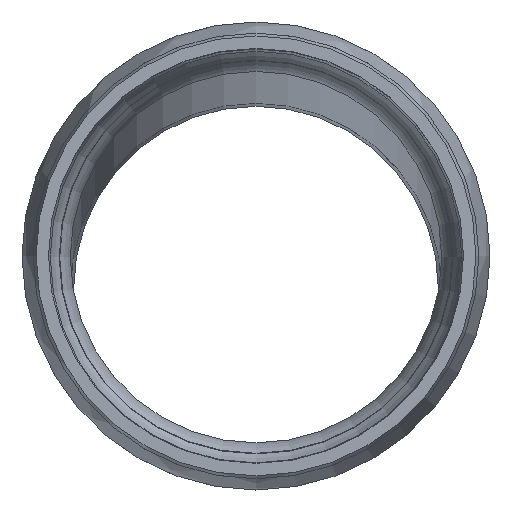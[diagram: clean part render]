
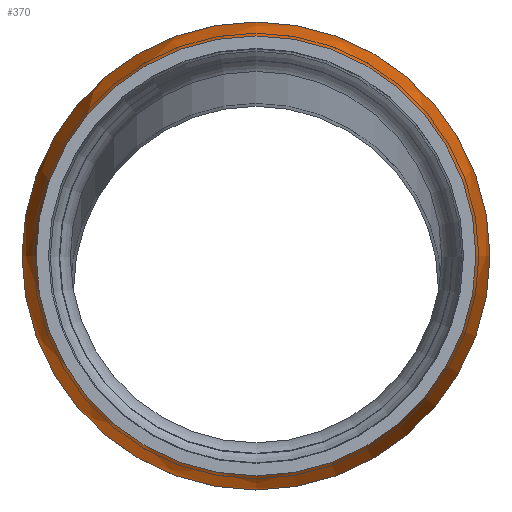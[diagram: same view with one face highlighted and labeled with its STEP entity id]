
A CAD part, top view. The second image highlights one B-rep face of the part: STEP entity #370.
In plain terms, the highlighted free-form (B-spline) face has degree [2, 2] with [3, 9] control points.
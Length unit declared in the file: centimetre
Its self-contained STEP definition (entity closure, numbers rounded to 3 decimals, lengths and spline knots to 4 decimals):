
#22=(
BOUNDED_SURFACE()
B_SPLINE_SURFACE(2,2,((#718,#719,#720,#721,#722,#723,#724,#725,#726),(#727,
#728,#729,#730,#731,#732,#733,#734,#735),(#736,#737,#738,#739,#740,#741,
#742,#743,#744)),.UNSPECIFIED.,.F.,.T.,.F.)
B_SPLINE_SURFACE_WITH_KNOTS((3,3),(3,2,2,2,3),(-0.4444,0.),
(-3.1416,-1.5708,0.,1.5708,3.1416),
 .UNSPECIFIED.)
GEOMETRIC_REPRESENTATION_ITEM()
RATIONAL_B_SPLINE_SURFACE(((1.,0.707,1.,0.707,1.,
0.707,1.,0.707,1.),(0.975,0.69,
0.975,0.69,0.975,0.69,
0.975,0.69,0.975),(1.,0.707,
1.,0.707,1.,0.707,1.,0.707,1.)))
REPRESENTATION_ITEM('')
SURFACE()
);
#64=FACE_OUTER_BOUND('',#88,.T.);
#88=EDGE_LOOP('',(#297,#298,#299,#300,#301));
#125=CIRCLE('',#420,29.6064);
#126=CIRCLE('',#421,31.5);
#127=CIRCLE('',#422,19.5);
#128=CIRCLE('',#423,31.5);
#168=VERTEX_POINT('',#716);
#169=VERTEX_POINT('',#745);
#170=VERTEX_POINT('',#746);
#214=EDGE_CURVE('',#168,#168,#125,.T.);
#215=EDGE_CURVE('',#169,#170,#126,.T.);
#216=EDGE_CURVE('',#169,#168,#127,.T.);
#217=EDGE_CURVE('',#170,#169,#128,.T.);
#297=ORIENTED_EDGE('',*,*,#215,.F.);
#298=ORIENTED_EDGE('',*,*,#216,.T.);
#299=ORIENTED_EDGE('',*,*,#214,.T.);
#300=ORIENTED_EDGE('',*,*,#216,.F.);
#301=ORIENTED_EDGE('',*,*,#217,.F.);
#370=ADVANCED_FACE('',(#64),#22,.F.);
#420=AXIS2_PLACEMENT_3D('',#717,#533,#534);
#421=AXIS2_PLACEMENT_3D('',#747,#535,#536);
#422=AXIS2_PLACEMENT_3D('',#748,#537,#538);
#423=AXIS2_PLACEMENT_3D('',#749,#539,#540);
#533=DIRECTION('center_axis',(0.,0.,
-1.));
#534=DIRECTION('ref_axis',(1.,0.,0.));
#535=DIRECTION('center_axis',(0.,0.,
-1.));
#536=DIRECTION('ref_axis',(1.,0.,0.));
#537=DIRECTION('center_axis',(-1.,0.,0.));
#538=DIRECTION('ref_axis',(0.,-1.,0.));
#539=DIRECTION('center_axis',(0.,0.,
-1.));
#540=DIRECTION('ref_axis',(1.,0.,0.));
#716=CARTESIAN_POINT('',(111.7361,1266.1995,1269.0024));
#717=CARTESIAN_POINT('Origin',(111.7361,1295.8059,1269.0024));
#718=CARTESIAN_POINT('Ctrl Pts',(111.7361,1266.1995,1269.0024));
#719=CARTESIAN_POINT('Ctrl Pts',(82.1298,1266.1995,1269.0024));
#720=CARTESIAN_POINT('Ctrl Pts',(82.1298,1295.8059,1269.0024));
#721=CARTESIAN_POINT('Ctrl Pts',(82.1298,1325.4123,1269.0024));
#722=CARTESIAN_POINT('Ctrl Pts',(111.7361,1325.4123,1269.0024));
#723=CARTESIAN_POINT('Ctrl Pts',(141.3425,1325.4123,1269.0024));
#724=CARTESIAN_POINT('Ctrl Pts',(141.3425,1295.8059,1269.0024));
#725=CARTESIAN_POINT('Ctrl Pts',(141.3425,1266.1995,1269.0024));
#726=CARTESIAN_POINT('Ctrl Pts',(111.7361,1266.1995,1269.0024));
#727=CARTESIAN_POINT('Ctrl Pts',(111.7361,1264.3059,1265.0251));
#728=CARTESIAN_POINT('Ctrl Pts',(80.2361,1264.3059,1265.0251));
#729=CARTESIAN_POINT('Ctrl Pts',(80.2361,1295.8059,1265.0251));
#730=CARTESIAN_POINT('Ctrl Pts',(80.2361,1327.3059,1265.0251));
#731=CARTESIAN_POINT('Ctrl Pts',(111.7361,1327.3059,1265.0251));
#732=CARTESIAN_POINT('Ctrl Pts',(143.2361,1327.3059,1265.0251));
#733=CARTESIAN_POINT('Ctrl Pts',(143.2361,1295.8059,1265.0251));
#734=CARTESIAN_POINT('Ctrl Pts',(143.2361,1264.3059,1265.0251));
#735=CARTESIAN_POINT('Ctrl Pts',(111.7361,1264.3059,1265.0251));
#736=CARTESIAN_POINT('Ctrl Pts',(111.7361,1264.3059,1260.6199));
#737=CARTESIAN_POINT('Ctrl Pts',(80.2361,1264.3059,1260.6199));
#738=CARTESIAN_POINT('Ctrl Pts',(80.2361,1295.8059,1260.6199));
#739=CARTESIAN_POINT('Ctrl Pts',(80.2361,1327.3059,1260.6199));
#740=CARTESIAN_POINT('Ctrl Pts',(111.7361,1327.3059,1260.6199));
#741=CARTESIAN_POINT('Ctrl Pts',(143.2361,1327.3059,1260.6199));
#742=CARTESIAN_POINT('Ctrl Pts',(143.2361,1295.8059,1260.6199));
#743=CARTESIAN_POINT('Ctrl Pts',(143.2361,1264.3059,1260.6199));
#744=CARTESIAN_POINT('Ctrl Pts',(111.7361,1264.3059,1260.6199));
#745=CARTESIAN_POINT('',(111.7361,1264.3059,1260.6199));
#746=CARTESIAN_POINT('',(143.2361,1295.8059,1260.6199));
#747=CARTESIAN_POINT('Origin',(111.7361,1295.8059,1260.6199));
#748=CARTESIAN_POINT('Origin',(111.7361,1283.8059,1260.6199));
#749=CARTESIAN_POINT('Origin',(111.7361,1295.8059,1260.6199));
